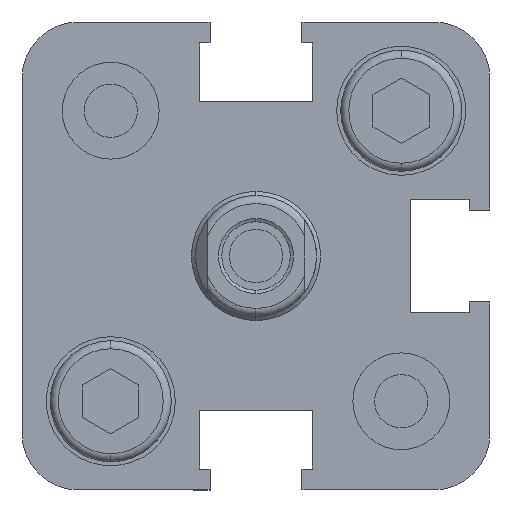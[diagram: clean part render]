
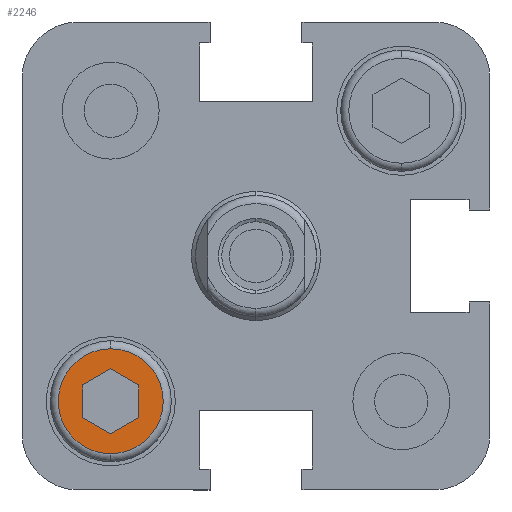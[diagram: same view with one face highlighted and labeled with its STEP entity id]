
A CAD part, left-side view. The second image highlights one B-rep face of the part: STEP entity #2246.
In plain terms, the highlighted planar face has unit normal (-1, 0, 0).
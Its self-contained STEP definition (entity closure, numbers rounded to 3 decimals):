
#149 = CARTESIAN_POINT ( 'NONE',  ( 0.5, 7.25, -10.01 ) ) ;
#156 = DIRECTION ( 'NONE',  ( 0., 0., 1. ) ) ;
#199 = CARTESIAN_POINT ( 'NONE',  ( 0.5, 10.75, -10.01 ) ) ;
#200 = DIRECTION ( 'NONE',  ( 0., -0.866, -0.5 ) ) ;
#273 = CARTESIAN_POINT ( 'NONE',  ( 0.5, 9., -11.021 ) ) ;
#292 = CARTESIAN_POINT ( 'NONE',  ( 0.5, 10.75, -7.99 ) ) ;
#319 = CARTESIAN_POINT ( 'NONE',  ( 0.5, 7.25, -7.99 ) ) ;
#345 = CARTESIAN_POINT ( 'NONE',  ( 0.5, 9., -12.25 ) ) ;
#356 = CARTESIAN_POINT ( 'NONE',  ( 0.5, 9., -5.75 ) ) ;
#428 = CARTESIAN_POINT ( 'NONE',  ( 0.5, 10.75, -10.01 ) ) ;
#429 = CARTESIAN_POINT ( 'NONE',  ( 0.5, 7.25, -10.01 ) ) ;
#430 = CARTESIAN_POINT ( 'NONE',  ( 0.5, 9., -6.979 ) ) ;
#770 = CARTESIAN_POINT ( 'NONE',  ( 0.5, 9., -9. ) ) ;
#771 = DIRECTION ( 'NONE',  ( -1., 0., 0. ) ) ;
#772 = DIRECTION ( 'NONE',  ( 0., 0., 1. ) ) ;
#819 = CARTESIAN_POINT ( 'NONE',  ( 0.5, 9., -11.021 ) ) ;
#820 = DIRECTION ( 'NONE',  ( 0., -0.866, 0.5 ) ) ;
#828 = CARTESIAN_POINT ( 'NONE',  ( 0.5, 9., -6.979 ) ) ;
#829 = DIRECTION ( 'NONE',  ( 0., 0.866, -0.5 ) ) ;
#1027 = CARTESIAN_POINT ( 'NONE',  ( 0.5, 9., -9. ) ) ;
#1043 = DIRECTION ( 'NONE',  ( -1., 0., 0. ) ) ;
#1044 = DIRECTION ( 'NONE',  ( 0., 0., 1. ) ) ;
#1753 = ORIENTED_EDGE ( 'NONE', *, *, #3566, .T. ) ;
#1754 = ORIENTED_EDGE ( 'NONE', *, *, #3671, .T. ) ;
#1755 = ORIENTED_EDGE ( 'NONE', *, *, #5947, .F. ) ;
#1756 = ORIENTED_EDGE ( 'NONE', *, *, #3585, .F. ) ;
#1757 = ORIENTED_EDGE ( 'NONE', *, *, #5411, .F. ) ;
#1758 = ORIENTED_EDGE ( 'NONE', *, *, #2314, .F. ) ;
#1759 = ORIENTED_EDGE ( 'NONE', *, *, #3582, .F. ) ;
#1760 = ORIENTED_EDGE ( 'NONE', *, *, #2334, .F. ) ;
#1975 = FACE_BOUND ( 'NONE', #2743, .T. ) ;
#2004 = FACE_OUTER_BOUND ( 'NONE', #2485, .T. ) ;
#2106 = VECTOR ( 'NONE', #156, 1000. ) ;
#2110 = LINE ( 'NONE', #149, #2106 ) ;
#2146 = LINE ( 'NONE', #199, #2147 ) ;
#2147 = VECTOR ( 'NONE', #200, 1000. ) ;
#2246 = ADVANCED_FACE ( 'NONE', ( #2004, #1975 ), #3727, .T. ) ;
#2314 = EDGE_CURVE ( 'NONE', #2952, #2836, #2110, .T. ) ;
#2334 = EDGE_CURVE ( 'NONE', #2951, #2787, #2146, .T. ) ;
#2485 = EDGE_LOOP ( 'NONE', ( #1753, #1754 ) ) ;
#2743 = EDGE_LOOP ( 'NONE', ( #1755, #1756, #1757, #1758, #1759, #1760 ) ) ;
#2787 = VERTEX_POINT ( 'NONE', #273 ) ;
#2809 = VERTEX_POINT ( 'NONE', #292 ) ;
#2836 = VERTEX_POINT ( 'NONE', #319 ) ;
#2875 = VERTEX_POINT ( 'NONE', #345 ) ;
#2879 = VERTEX_POINT ( 'NONE', #356 ) ;
#2951 = VERTEX_POINT ( 'NONE', #428 ) ;
#2952 = VERTEX_POINT ( 'NONE', #429 ) ;
#2953 = VERTEX_POINT ( 'NONE', #430 ) ;
#3566 = EDGE_CURVE ( 'NONE', #2879, #2875, #3995, .T. ) ;
#3582 = EDGE_CURVE ( 'NONE', #2787, #2952, #4012, .T. ) ;
#3585 = EDGE_CURVE ( 'NONE', #2953, #2809, #4016, .T. ) ;
#3671 = EDGE_CURVE ( 'NONE', #2875, #2879, #4161, .T. ) ;
#3727 = PLANE ( 'NONE',  #5597 ) ;
#3729 = DIRECTION ( 'NONE',  ( -1., 0., 0. ) ) ;
#3730 = DIRECTION ( 'NONE',  ( 0., 0., 1. ) ) ;
#3750 = CARTESIAN_POINT ( 'NONE',  ( 0.5, 9., -9. ) ) ;
#3995 = CIRCLE ( 'NONE', #5676, 3.25 ) ;
#4004 = VECTOR ( 'NONE', #820, 1000. ) ;
#4012 = LINE ( 'NONE', #819, #4004 ) ;
#4016 = LINE ( 'NONE', #828, #4017 ) ;
#4017 = VECTOR ( 'NONE', #829, 1000. ) ;
#4161 = CIRCLE ( 'NONE', #5714, 3.25 ) ;
#4419 = VECTOR ( 'NONE', #4962, 1000. ) ;
#4423 = LINE ( 'NONE', #4961, #4419 ) ;
#4642 = LINE ( 'NONE', #5314, #4643 ) ;
#4643 = VECTOR ( 'NONE', #5315, 1000. ) ;
#4961 = CARTESIAN_POINT ( 'NONE',  ( 0.5, 7.25, -7.99 ) ) ;
#4962 = DIRECTION ( 'NONE',  ( 0., 0.866, 0.5 ) ) ;
#5314 = CARTESIAN_POINT ( 'NONE',  ( 0.5, 10.75, -7.99 ) ) ;
#5315 = DIRECTION ( 'NONE',  ( 0., 0., -1. ) ) ;
#5411 = EDGE_CURVE ( 'NONE', #2836, #2953, #4423, .T. ) ;
#5597 = AXIS2_PLACEMENT_3D ( 'NONE', #3750, #3729, #3730 ) ;
#5676 = AXIS2_PLACEMENT_3D ( 'NONE', #770, #771, #772 ) ;
#5714 = AXIS2_PLACEMENT_3D ( 'NONE', #1027, #1043, #1044 ) ;
#5947 = EDGE_CURVE ( 'NONE', #2809, #2951, #4642, .T. ) ;
